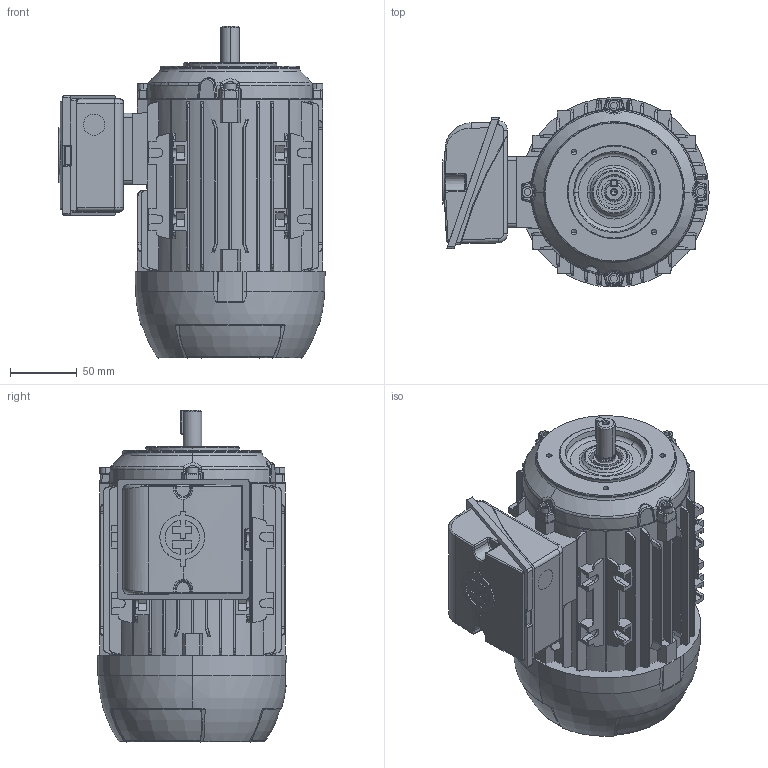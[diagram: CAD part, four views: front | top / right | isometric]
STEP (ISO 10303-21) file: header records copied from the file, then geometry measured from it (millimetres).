
FILE_DESCRIPTION (( 'STEP AP203' ), '1' );
FILE_NAME ('IEC71 B3D IR3.STEP', '2021-08-27T19:15:32', ( '' ), ( '' ), 'SwSTEP 2.0', 'SolidWorks 2018', '' );
FILE_SCHEMA (( 'CONFIG_CONTROL_DESIGN' ));
Length unit declared in the file: millimetre
Products named in the file (29): 105007077; 105033004; 105006184_50.5307.022; IEC71 B3D IR3; Parafuso Altracs M5; 105010009-6203 NSK; 105006184; 105010008-6202 NSK_SKF - 6202 - 10,DE,NC,10_68; 105032001_10.5032.007-5X5X18; 105035224_50.5307.021; Eixo Padrão IEC71 IR3_50.5042.370 - PCT60; 105010009-6203 NSK_SKF - 6203 - 10,DE,NC,10_68; 105035224; Parafuso Altracs M5_10.5011.291 x 15; Tabela Rotores N42 2P AC150; 105032001; 105007176; Tabela Rotores N42 2P AC150_50.5016.757 - �57,90; 105007176_10.5007.176; Conj. Rotor IEC71 IR3_505039196; Eixo Padrão IEC71 IR3; 105010008-6202 NSK; 500014995_10.5007.178; 500014995
Assembly tree (13 placements, depth 3):
  105007077
  105033004
  IEC71 B3D IR3
    Conj. Rotor IEC71 IR3_505039196
      Eixo Padrão IEC71 IR3_50.5042.370 - PCT60
    105032001_10.5032.007-5X5X18
    105033004
    105035224_50.5307.021
    Parafuso Altracs M5_10.5011.291 x 15  x4
    105006184_50.5307.022
    500014995_10.5007.178
    105007176_10.5007.176
    105007077
  Parafuso Altracs M5
  105010009-6203 NSK
Bounding box: 199.64 x 141.92 x 248.95 mm (x, y, z)
Volume: 3252282.4 mm3; surface area: 289353.9 mm2
Topology: 12 solids, 15 shells, 1798 faces, 4583 edges, 2899 vertices
Faces by surface type: plane 743, bspline 397, cone 277, cylinder 259, torus 90, sphere 32
Entity records: 65210 total; most frequent: CARTESIAN_POINT 25002, ORIENTED_EDGE 8826, DIRECTION 6499, EDGE_CURVE 4413, VERTEX_POINT 2809, AXIS2_PLACEMENT_3D 2348, EDGE_LOOP 1834, VECTOR 1803
